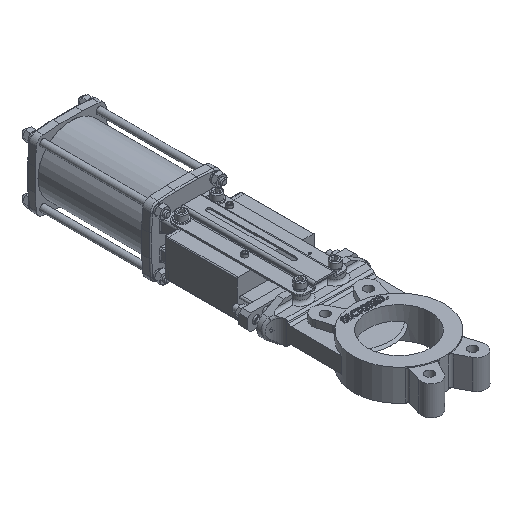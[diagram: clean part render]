
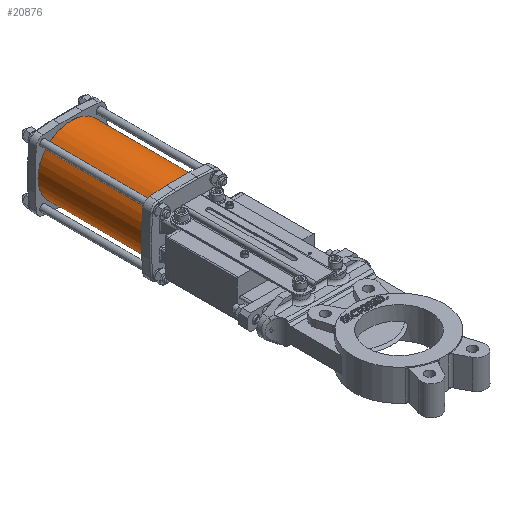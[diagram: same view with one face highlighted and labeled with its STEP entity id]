
A CAD part, isometric view. The second image highlights one B-rep face of the part: STEP entity #20876.
In plain terms, the highlighted cylindrical face has radius 53.5 mm (diameter 107 mm), a full revolution.
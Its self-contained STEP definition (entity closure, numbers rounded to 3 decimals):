
#801=FACE_BOUND('',#5659,.T.);
#2728=CIRCLE('',#22824,53.5);
#2733=CIRCLE('',#22852,53.5);
#3144=CYLINDRICAL_SURFACE('',#22851,53.5);
#4232=FACE_OUTER_BOUND('',#5658,.T.);
#5658=EDGE_LOOP('',(#18594));
#5659=EDGE_LOOP('',(#18595));
#10347=VERTEX_POINT('',#41653);
#10391=VERTEX_POINT('',#41854);
#13101=EDGE_CURVE('',#10347,#10347,#2728,.F.);
#13163=EDGE_CURVE('',#10391,#10391,#2733,.T.);
#18594=ORIENTED_EDGE('',*,*,#13101,.F.);
#18595=ORIENTED_EDGE('',*,*,#13163,.T.);
#20876=ADVANCED_FACE('',(#4232,#801),#3144,.T.);
#22824=AXIS2_PLACEMENT_3D('',#41654,#27904,#27905);
#22851=AXIS2_PLACEMENT_3D('',#41853,#27979,#27980);
#22852=AXIS2_PLACEMENT_3D('',#41855,#27981,#27982);
#27904=DIRECTION('center_axis',(0.,1.,0.));
#27905=DIRECTION('ref_axis',(0.,0.,1.));
#27979=DIRECTION('center_axis',(0.,1.,0.));
#27980=DIRECTION('ref_axis',(0.,0.,1.));
#27981=DIRECTION('center_axis',(0.,-1.,0.));
#27982=DIRECTION('ref_axis',(0.,0.,-1.));
#41653=CARTESIAN_POINT('',(0.,354.,53.5));
#41654=CARTESIAN_POINT('Origin',(0.,354.,0.));
#41853=CARTESIAN_POINT('Origin',(0.,354.,0.));
#41854=CARTESIAN_POINT('',(0.,523.,-53.5));
#41855=CARTESIAN_POINT('Origin',(0.,523.,0.));
